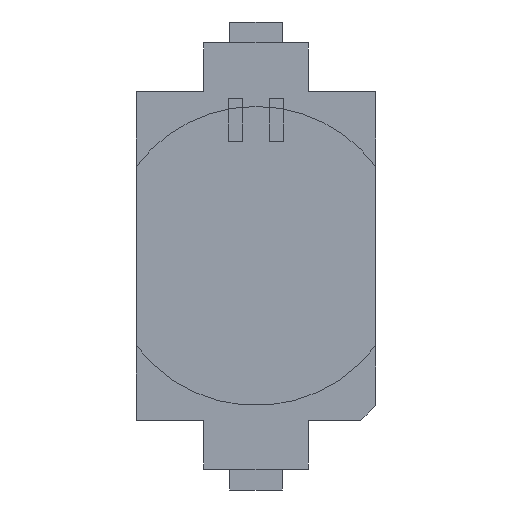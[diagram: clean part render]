
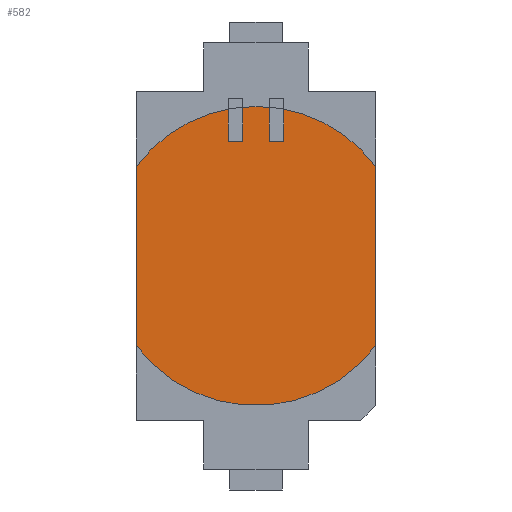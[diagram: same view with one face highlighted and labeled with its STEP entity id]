
A CAD part, front view. The second image highlights one B-rep face of the part: STEP entity #582.
In plain terms, the highlighted planar face has unit normal (0, -1, 0).
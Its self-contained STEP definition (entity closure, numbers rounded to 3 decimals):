
#23 = ORIENTED_EDGE ( 'NONE', *, *, #33, .F. ) ;
#31 = DIRECTION ( 'NONE',  ( 0., 0., -1. ) ) ;
#33 = EDGE_CURVE ( 'NONE', #1230, #607, #572, .T. ) ;
#41 = DIRECTION ( 'NONE',  ( 0., 0., -1. ) ) ;
#44 = VERTEX_POINT ( 'NONE', #219 ) ;
#78 = CARTESIAN_POINT ( 'NONE',  ( -8., 0., 11. ) ) ;
#83 = FACE_OUTER_BOUND ( 'NONE', #373, .T. ) ;
#87 = ORIENTED_EDGE ( 'NONE', *, *, #229, .F. ) ;
#96 = CARTESIAN_POINT ( 'NONE',  ( -8., 0., 6. ) ) ;
#98 = AXIS2_PLACEMENT_3D ( 'NONE', #314, #721, #1120 ) ;
#114 = EDGE_CURVE ( 'NONE', #607, #284, #539, .T. ) ;
#219 = CARTESIAN_POINT ( 'NONE',  ( -8., 0., -6. ) ) ;
#229 = EDGE_CURVE ( 'NONE', #1061, #1230, #1319, .T. ) ;
#284 = VERTEX_POINT ( 'NONE', #606 ) ;
#314 = CARTESIAN_POINT ( 'NONE',  ( 0., 0., 0. ) ) ;
#345 = CARTESIAN_POINT ( 'NONE',  ( 0., 0., 10. ) ) ;
#373 = EDGE_LOOP ( 'NONE', ( #949, #23, #87, #659, #917 ) ) ;
#392 = DIRECTION ( 'NONE',  ( 0., 0., -1. ) ) ;
#488 = DIRECTION ( 'NONE',  ( 0., 0., 1. ) ) ;
#494 = PLANE ( 'NONE',  #1185 ) ;
#539 = LINE ( 'NONE', #936, #1074 ) ;
#546 = CARTESIAN_POINT ( 'NONE',  ( 0., 0., 0. ) ) ;
#564 = EDGE_CURVE ( 'NONE', #44, #1061, #983, .T. ) ;
#572 = CIRCLE ( 'NONE', #98, 10. ) ;
#577 = AXIS2_PLACEMENT_3D ( 'NONE', #870, #1282, #1180 ) ;
#582 = ADVANCED_FACE ( 'NONE', ( #83 ), #494, .T. ) ;
#603 = CARTESIAN_POINT ( 'NONE',  ( 8., 0., 6. ) ) ;
#606 = CARTESIAN_POINT ( 'NONE',  ( 8., 0., -6. ) ) ;
#607 = VERTEX_POINT ( 'NONE', #603 ) ;
#611 = AXIS2_PLACEMENT_3D ( 'NONE', #546, #946, #41 ) ;
#659 = ORIENTED_EDGE ( 'NONE', *, *, #564, .F. ) ;
#721 = DIRECTION ( 'NONE',  ( 0., 1., 0. ) ) ;
#870 = CARTESIAN_POINT ( 'NONE',  ( 0., 0., 0. ) ) ;
#887 = CARTESIAN_POINT ( 'NONE',  ( 0., 0., 0. ) ) ;
#917 = ORIENTED_EDGE ( 'NONE', *, *, #1210, .F. ) ;
#936 = CARTESIAN_POINT ( 'NONE',  ( 8., 0., 11. ) ) ;
#946 = DIRECTION ( 'NONE',  ( 0., 1., 0. ) ) ;
#949 = ORIENTED_EDGE ( 'NONE', *, *, #114, .F. ) ;
#983 = LINE ( 'NONE', #78, #1025 ) ;
#1025 = VECTOR ( 'NONE', #488, 1000. ) ;
#1061 = VERTEX_POINT ( 'NONE', #96 ) ;
#1074 = VECTOR ( 'NONE', #31, 1000. ) ;
#1120 = DIRECTION ( 'NONE',  ( 0., 0., -1. ) ) ;
#1180 = DIRECTION ( 'NONE',  ( 0., 0., -1. ) ) ;
#1185 = AXIS2_PLACEMENT_3D ( 'NONE', #887, #1305, #392 ) ;
#1186 = CIRCLE ( 'NONE', #611, 10. ) ;
#1210 = EDGE_CURVE ( 'NONE', #284, #44, #1186, .T. ) ;
#1230 = VERTEX_POINT ( 'NONE', #345 ) ;
#1282 = DIRECTION ( 'NONE',  ( 0., 1., 0. ) ) ;
#1305 = DIRECTION ( 'NONE',  ( 0., -1., 0. ) ) ;
#1319 = CIRCLE ( 'NONE', #577, 10. ) ;
